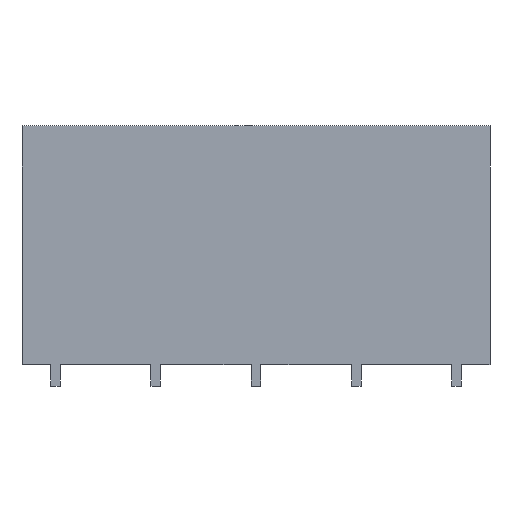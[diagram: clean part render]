
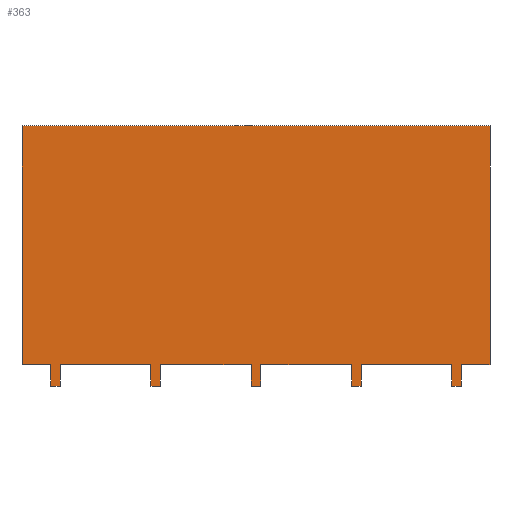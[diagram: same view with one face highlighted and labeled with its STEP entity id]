
A CAD part, front view. The second image highlights one B-rep face of the part: STEP entity #363.
In plain terms, the highlighted free-form (B-spline) face has degree [1, 1] with [2, 2] control points.
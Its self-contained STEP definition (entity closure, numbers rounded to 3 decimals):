
#93=CARTESIAN_POINT('',(-24.5,-0.27,0.0));
#94=VERTEX_POINT('',#93);
#101=CARTESIAN_POINT('',(-24.5,-0.27,25.0));
#102=VERTEX_POINT('',#101);
#103=CARTESIAN_POINT('',(-24.5,-0.27,25.0));
#104=DIRECTION('',(0.0,0.0,-1.0));
#105=VECTOR('',#104,25.0);
#106=LINE('',#103,#105);
#107=EDGE_CURVE('',#102,#94,#106,.T.);
#133=CARTESIAN_POINT('',(24.5,-0.27,25.0));
#134=VERTEX_POINT('',#133);
#141=CARTESIAN_POINT('',(24.5,-0.27,0.0));
#142=VERTEX_POINT('',#141);
#143=CARTESIAN_POINT('',(24.5,-0.27,0.0));
#144=DIRECTION('',(0.0,0.0,1.0));
#145=VECTOR('',#144,25.0);
#146=LINE('',#143,#145);
#147=EDGE_CURVE('',#142,#134,#146,.T.);
#172=CARTESIAN_POINT('',(-21.5,-0.27,0.0));
#173=VERTEX_POINT('',#172);
#180=CARTESIAN_POINT('',(-24.5,-0.27,0.0));
#181=DIRECTION('',(1.0,0.0,0.0));
#182=VECTOR('',#181,3.);
#183=LINE('',#180,#182);
#184=EDGE_CURVE('',#94,#173,#183,.T.);
#189=CARTESIAN_POINT('',(24.5,-0.27,25.0));
#190=CARTESIAN_POINT('',(24.5,-0.27,-2.25));
#191=CARTESIAN_POINT('',(-24.5,-0.27,25.0));
#192=CARTESIAN_POINT('',(-24.5,-0.27,-2.25));
#193=B_SPLINE_SURFACE_WITH_KNOTS('',1,1,((#189,#191),(#190,#192)),.UNSPECIFIED.,.F.,.F.,.U.,(2,2),(2,2),(0.0,27.25),(0.0,49.),.UNSPECIFIED.);
#194=ORIENTED_EDGE('',*,*,#107,.T.);
#195=ORIENTED_EDGE('',*,*,#184,.T.);
#196=CARTESIAN_POINT('',(-21.5,-0.27,-2.25));
#197=VERTEX_POINT('',#196);
#198=CARTESIAN_POINT('',(-21.5,-0.27,0.0));
#199=DIRECTION('',(0.0,0.0,-1.0));
#200=VECTOR('',#199,2.25);
#201=LINE('',#198,#200);
#202=EDGE_CURVE('',#173,#197,#201,.T.);
#203=ORIENTED_EDGE('',*,*,#202,.T.);
#204=CARTESIAN_POINT('',(-20.5,-0.27,-2.25));
#205=VERTEX_POINT('',#204);
#206=CARTESIAN_POINT('',(-21.5,-0.27,-2.25));
#207=DIRECTION('',(1.0,0.0,0.0));
#208=VECTOR('',#207,1.0);
#209=LINE('',#206,#208);
#210=EDGE_CURVE('',#197,#205,#209,.T.);
#211=ORIENTED_EDGE('',*,*,#210,.T.);
#212=CARTESIAN_POINT('',(-20.5,-0.27,0.0));
#213=VERTEX_POINT('',#212);
#214=CARTESIAN_POINT('',(-20.5,-0.27,0.0));
#215=DIRECTION('',(0.0,0.0,-1.0));
#216=VECTOR('',#215,2.25);
#217=LINE('',#214,#216);
#218=EDGE_CURVE('',#213,#205,#217,.T.);
#219=ORIENTED_EDGE('',*,*,#218,.F.);
#220=CARTESIAN_POINT('',(-11.,-0.27,0.0));
#221=VERTEX_POINT('',#220);
#222=CARTESIAN_POINT('',(-20.5,-0.27,0.0));
#223=DIRECTION('',(1.0,0.0,0.0));
#224=VECTOR('',#223,9.5);
#225=LINE('',#222,#224);
#226=EDGE_CURVE('',#213,#221,#225,.T.);
#227=ORIENTED_EDGE('',*,*,#226,.T.);
#228=CARTESIAN_POINT('',(-11.,-0.27,-2.25));
#229=VERTEX_POINT('',#228);
#230=CARTESIAN_POINT('',(-11.,-0.27,0.0));
#231=DIRECTION('',(0.0,0.0,-1.0));
#232=VECTOR('',#231,2.25);
#233=LINE('',#230,#232);
#234=EDGE_CURVE('',#221,#229,#233,.T.);
#235=ORIENTED_EDGE('',*,*,#234,.T.);
#236=CARTESIAN_POINT('',(-10.,-0.27,-2.25));
#237=VERTEX_POINT('',#236);
#238=CARTESIAN_POINT('',(-11.,-0.27,-2.25));
#239=DIRECTION('',(1.0,0.0,0.0));
#240=VECTOR('',#239,1.0);
#241=LINE('',#238,#240);
#242=EDGE_CURVE('',#229,#237,#241,.T.);
#243=ORIENTED_EDGE('',*,*,#242,.T.);
#244=CARTESIAN_POINT('',(-10.,-0.27,0.0));
#245=VERTEX_POINT('',#244);
#246=CARTESIAN_POINT('',(-10.,-0.27,0.0));
#247=DIRECTION('',(0.0,0.0,-1.0));
#248=VECTOR('',#247,2.25);
#249=LINE('',#246,#248);
#250=EDGE_CURVE('',#245,#237,#249,.T.);
#251=ORIENTED_EDGE('',*,*,#250,.F.);
#252=CARTESIAN_POINT('',(-0.5,-0.27,0.0));
#253=VERTEX_POINT('',#252);
#254=CARTESIAN_POINT('',(-10.,-0.27,0.0));
#255=DIRECTION('',(1.0,0.0,0.0));
#256=VECTOR('',#255,9.5);
#257=LINE('',#254,#256);
#258=EDGE_CURVE('',#245,#253,#257,.T.);
#259=ORIENTED_EDGE('',*,*,#258,.T.);
#260=CARTESIAN_POINT('',(-0.5,-0.27,-2.25));
#261=VERTEX_POINT('',#260);
#262=CARTESIAN_POINT('',(-0.5,-0.27,0.0));
#263=DIRECTION('',(0.0,0.0,-1.0));
#264=VECTOR('',#263,2.25);
#265=LINE('',#262,#264);
#266=EDGE_CURVE('',#253,#261,#265,.T.);
#267=ORIENTED_EDGE('',*,*,#266,.T.);
#268=CARTESIAN_POINT('',(0.5,-0.27,-2.25));
#269=VERTEX_POINT('',#268);
#270=CARTESIAN_POINT('',(-0.5,-0.27,-2.25));
#271=DIRECTION('',(1.0,0.0,0.0));
#272=VECTOR('',#271,1.0);
#273=LINE('',#270,#272);
#274=EDGE_CURVE('',#261,#269,#273,.T.);
#275=ORIENTED_EDGE('',*,*,#274,.T.);
#276=CARTESIAN_POINT('',(0.5,-0.27,0.0));
#277=VERTEX_POINT('',#276);
#278=CARTESIAN_POINT('',(0.5,-0.27,0.0));
#279=DIRECTION('',(0.0,0.0,-1.0));
#280=VECTOR('',#279,2.25);
#281=LINE('',#278,#280);
#282=EDGE_CURVE('',#277,#269,#281,.T.);
#283=ORIENTED_EDGE('',*,*,#282,.F.);
#284=CARTESIAN_POINT('',(10.,-0.27,0.0));
#285=VERTEX_POINT('',#284);
#286=CARTESIAN_POINT('',(0.5,-0.27,0.0));
#287=DIRECTION('',(1.0,0.0,0.0));
#288=VECTOR('',#287,9.5);
#289=LINE('',#286,#288);
#290=EDGE_CURVE('',#277,#285,#289,.T.);
#291=ORIENTED_EDGE('',*,*,#290,.T.);
#292=CARTESIAN_POINT('',(10.,-0.27,-2.25));
#293=VERTEX_POINT('',#292);
#294=CARTESIAN_POINT('',(10.,-0.27,0.0));
#295=DIRECTION('',(0.0,0.0,-1.0));
#296=VECTOR('',#295,2.25);
#297=LINE('',#294,#296);
#298=EDGE_CURVE('',#285,#293,#297,.T.);
#299=ORIENTED_EDGE('',*,*,#298,.T.);
#300=CARTESIAN_POINT('',(11.,-0.27,-2.25));
#301=VERTEX_POINT('',#300);
#302=CARTESIAN_POINT('',(10.,-0.27,-2.25));
#303=DIRECTION('',(1.0,0.0,0.0));
#304=VECTOR('',#303,1.0);
#305=LINE('',#302,#304);
#306=EDGE_CURVE('',#293,#301,#305,.T.);
#307=ORIENTED_EDGE('',*,*,#306,.T.);
#308=CARTESIAN_POINT('',(11.,-0.27,0.0));
#309=VERTEX_POINT('',#308);
#310=CARTESIAN_POINT('',(11.,-0.27,0.0));
#311=DIRECTION('',(0.0,0.0,-1.0));
#312=VECTOR('',#311,2.25);
#313=LINE('',#310,#312);
#314=EDGE_CURVE('',#309,#301,#313,.T.);
#315=ORIENTED_EDGE('',*,*,#314,.F.);
#316=CARTESIAN_POINT('',(20.5,-0.27,0.0));
#317=VERTEX_POINT('',#316);
#318=CARTESIAN_POINT('',(11.,-0.27,0.0));
#319=DIRECTION('',(1.0,0.0,0.0));
#320=VECTOR('',#319,9.5);
#321=LINE('',#318,#320);
#322=EDGE_CURVE('',#309,#317,#321,.T.);
#323=ORIENTED_EDGE('',*,*,#322,.T.);
#324=CARTESIAN_POINT('',(20.5,-0.27,-2.25));
#325=VERTEX_POINT('',#324);
#326=CARTESIAN_POINT('',(20.5,-0.27,0.0));
#327=DIRECTION('',(0.0,0.0,-1.0));
#328=VECTOR('',#327,2.25);
#329=LINE('',#326,#328);
#330=EDGE_CURVE('',#317,#325,#329,.T.);
#331=ORIENTED_EDGE('',*,*,#330,.T.);
#332=CARTESIAN_POINT('',(21.5,-0.27,-2.25));
#333=VERTEX_POINT('',#332);
#334=CARTESIAN_POINT('',(20.5,-0.27,-2.25));
#335=DIRECTION('',(1.0,0.0,0.0));
#336=VECTOR('',#335,1.0);
#337=LINE('',#334,#336);
#338=EDGE_CURVE('',#325,#333,#337,.T.);
#339=ORIENTED_EDGE('',*,*,#338,.T.);
#340=CARTESIAN_POINT('',(21.5,-0.27,0.0));
#341=VERTEX_POINT('',#340);
#342=CARTESIAN_POINT('',(21.5,-0.27,0.0));
#343=DIRECTION('',(0.0,0.0,-1.0));
#344=VECTOR('',#343,2.25);
#345=LINE('',#342,#344);
#346=EDGE_CURVE('',#341,#333,#345,.T.);
#347=ORIENTED_EDGE('',*,*,#346,.F.);
#348=CARTESIAN_POINT('',(21.5,-0.27,0.0));
#349=DIRECTION('',(1.0,0.0,0.0));
#350=VECTOR('',#349,3.0);
#351=LINE('',#348,#350);
#352=EDGE_CURVE('',#341,#142,#351,.T.);
#353=ORIENTED_EDGE('',*,*,#352,.T.);
#354=ORIENTED_EDGE('',*,*,#147,.T.);
#355=CARTESIAN_POINT('',(24.5,-0.27,25.0));
#356=DIRECTION('',(-1.0,0.0,0.0));
#357=VECTOR('',#356,49.);
#358=LINE('',#355,#357);
#359=EDGE_CURVE('',#134,#102,#358,.T.);
#360=ORIENTED_EDGE('',*,*,#359,.T.);
#361=EDGE_LOOP('',(#194,#195,#203,#211,#219,#227,#235,#243,#251,#259,#267,#275,#283,#291,#299,#307,#315,#323,#331,#339,#347,#353,#354,#360));
#362=FACE_OUTER_BOUND('',#361,.T.);
#363=ADVANCED_FACE('',(#362),#193,.F.);
